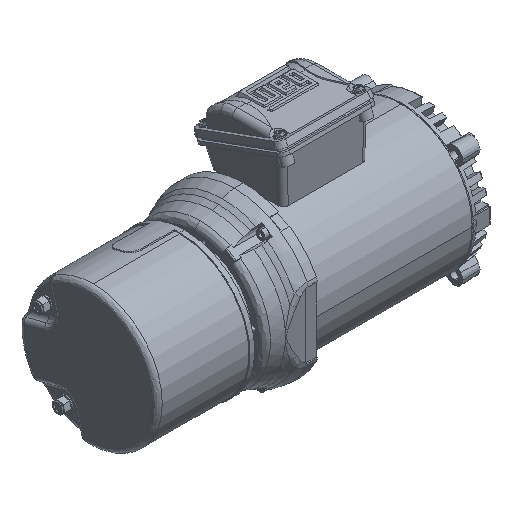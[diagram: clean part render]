
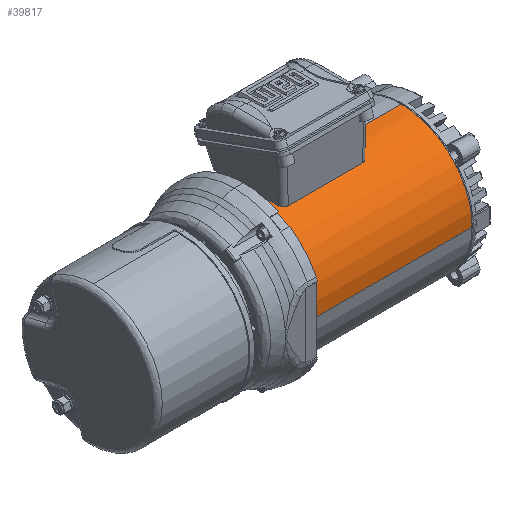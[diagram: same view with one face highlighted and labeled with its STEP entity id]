
A CAD part, isometric view. The second image highlights one B-rep face of the part: STEP entity #39817.
In plain terms, the highlighted cylindrical face has radius 71.875 mm (diameter 143.75 mm), a partial arc.
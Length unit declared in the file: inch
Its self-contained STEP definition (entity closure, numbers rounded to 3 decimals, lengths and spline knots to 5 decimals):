
#6 = AXIS2_PLACEMENT_3D ( 'NONE', #15566, #34763, #28416 ) ;
#844 = VERTEX_POINT ( 'NONE', #13176 ) ;
#1755 = DIRECTION ( 'NONE',  ( -1., 0., 0. ) ) ;
#3363 = CIRCLE ( 'NONE', #6, 2.82972 ) ;
#5726 = EDGE_LOOP ( 'NONE', ( #30679, #24686, #12710, #15239 ) ) ;
#6344 = CIRCLE ( 'NONE', #36683, 2.82972 ) ;
#6978 = CARTESIAN_POINT ( 'NONE',  ( 0., 0., 2.82972 ) ) ;
#9932 = EDGE_CURVE ( 'NONE', #10812, #25973, #6344, .T. ) ;
#10812 = VERTEX_POINT ( 'NONE', #34580 ) ;
#11126 = CYLINDRICAL_SURFACE ( 'NONE', #12852, 2.82972 ) ;
#12254 = VECTOR ( 'NONE', #26008, 39.37008 ) ;
#12710 = ORIENTED_EDGE ( 'NONE', *, *, #39949, .T. ) ;
#12852 = AXIS2_PLACEMENT_3D ( 'NONE', #40663, #1755, #14504 ) ;
#13176 = CARTESIAN_POINT ( 'NONE',  ( -6.29921, 0., 2.82972 ) ) ;
#14504 = DIRECTION ( 'NONE',  ( 0., 0., 1. ) ) ;
#14768 = VECTOR ( 'NONE', #35350, 39.37008 ) ;
#15239 = ORIENTED_EDGE ( 'NONE', *, *, #36198, .T. ) ;
#15566 = CARTESIAN_POINT ( 'NONE',  ( -6.29921, 0., 0. ) ) ;
#19195 = VERTEX_POINT ( 'NONE', #29352 ) ;
#24243 = EDGE_CURVE ( 'NONE', #25973, #844, #29169, .T. ) ;
#24686 = ORIENTED_EDGE ( 'NONE', *, *, #24243, .T. ) ;
#25973 = VERTEX_POINT ( 'NONE', #6978 ) ;
#26008 = DIRECTION ( 'NONE',  ( -1., 0., 0. ) ) ;
#28416 = DIRECTION ( 'NONE',  ( 0., 0., 1. ) ) ;
#29169 = LINE ( 'NONE', #31932, #12254 ) ;
#29352 = CARTESIAN_POINT ( 'NONE',  ( -6.29921, -2.82973, 0.00049 ) ) ;
#30679 = ORIENTED_EDGE ( 'NONE', *, *, #9932, .T. ) ;
#31932 = CARTESIAN_POINT ( 'NONE',  ( 18.64316, 0., 2.82972 ) ) ;
#34507 = CARTESIAN_POINT ( 'NONE',  ( 18.64316, -2.82973, 0.00049 ) ) ;
#34580 = CARTESIAN_POINT ( 'NONE',  ( 0., -2.82973, 0.00049 ) ) ;
#34763 = DIRECTION ( 'NONE',  ( 1., 0., 0. ) ) ;
#35350 = DIRECTION ( 'NONE',  ( 1., 0., 0. ) ) ;
#36198 = EDGE_CURVE ( 'NONE', #19195, #10812, #41269, .T. ) ;
#36683 = AXIS2_PLACEMENT_3D ( 'NONE', #39809, #37060, #39609 ) ;
#37060 = DIRECTION ( 'NONE',  ( -1., 0., 0. ) ) ;
#39609 = DIRECTION ( 'NONE',  ( 0., 0., 1. ) ) ;
#39809 = CARTESIAN_POINT ( 'NONE',  ( 0., 0., 0. ) ) ;
#39817 = ADVANCED_FACE ( 'NONE', ( #40038 ), #11126, .T. ) ;
#39949 = EDGE_CURVE ( 'NONE', #844, #19195, #3363, .T. ) ;
#40038 = FACE_OUTER_BOUND ( 'NONE', #5726, .T. ) ;
#40663 = CARTESIAN_POINT ( 'NONE',  ( 18.64316, 0., 0. ) ) ;
#41269 = LINE ( 'NONE', #34507, #14768 ) ;
